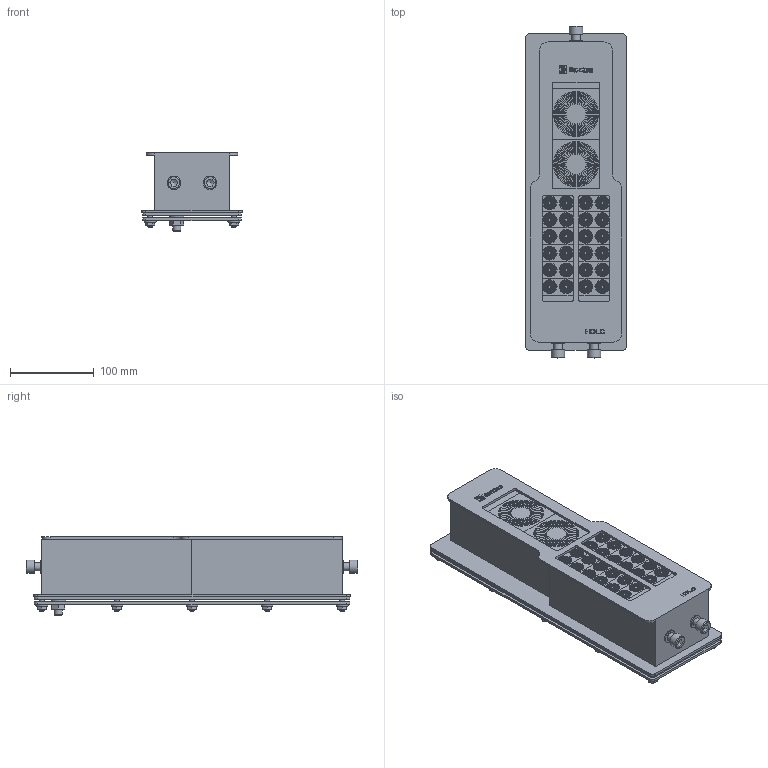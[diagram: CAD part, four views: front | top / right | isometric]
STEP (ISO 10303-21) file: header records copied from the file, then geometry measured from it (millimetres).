
FILE_DESCRIPTION(/* description */ (''),/* implementation_level */ '2;1');
FILE_NAME(/* name */ 'HDLC24+2 EX.stp',/* time_stamp */ '2022-10-21T13:28:06+02:00',/* author */ ('se-linado'),/* organization */ (''),/* preprocessor_version */ 'ST-DEVELOPER v18.1',/* originating_system */ 'Autodesk Inventor 2021',/* authorisation */ '');
FILE_SCHEMA (('AUTOMOTIVE_DESIGN { 1 0 10303 214 3 1 1 }'));
Products named in the file (1): HDLC Step export_Shrinkwrap_1
Bounding box: 120 x 396 x 94 mm (x, y, z)
Volume: 1986138.4 mm3; surface area: 231029.1 mm2
Topology: 1 solids, 1 shells, 2056 faces, 4847 edges, 2869 vertices
Faces by surface type: plane 1832, cylinder 101, cone 91, torus 17, bspline 15
Full cylindrical faces by diameter (mm): 6 x20, 6.5 x10, 10 x5, 10.7 x1, 16 x6, 18.1 x1
Entity records: 58982 total; most frequent: CARTESIAN_POINT 10593, DIRECTION 10141, ORIENTED_EDGE 9688, EDGE_CURVE 4844, AXIS2_PLACEMENT_3D 3570, LINE 3001, VECTOR 3001, VERTEX_POINT 2869
